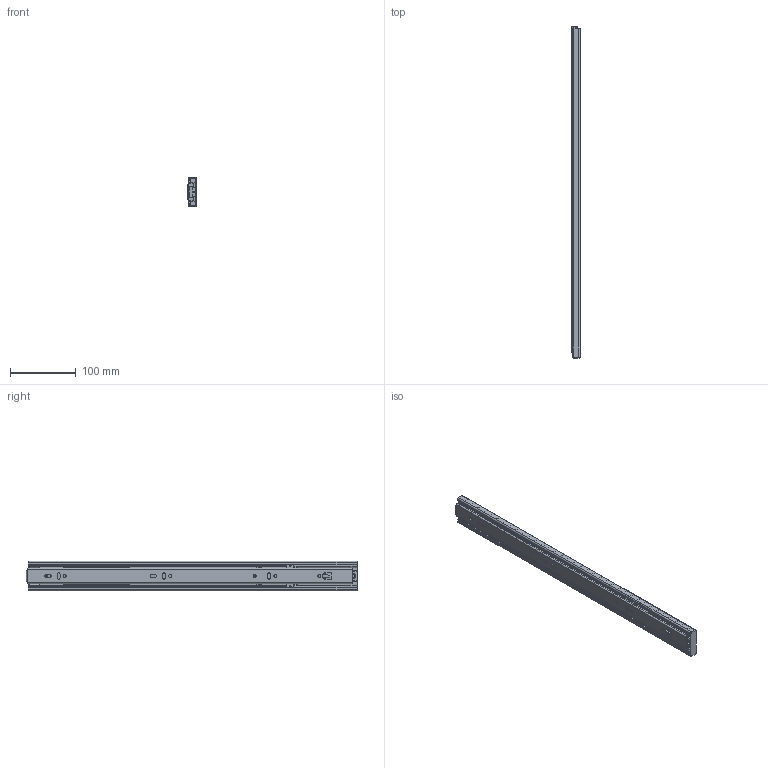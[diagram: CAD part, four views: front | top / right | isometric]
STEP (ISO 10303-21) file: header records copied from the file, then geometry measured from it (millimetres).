
FILE_DESCRIPTION((''),'2;1');
FILE_NAME('ASM0007_ASM','2017-02-12T',('genhom'),(''),'CREO PARAMETRIC BY PTC INC, 2014190','CREO PARAMETRIC BY PTC INC, 2014190','');
FILE_SCHEMA(('CONFIG_CONTROL_DESIGN'));
Length unit declared in the file: millimetre
Products named in the file (14): PRT0021; PRT0002; PRT0001; ASM0001_ASM; PLASCTI; BALL1; PLACTICCAGE_ASM; PRT0020; CAGE; BALL; BALLCAGE_ASM; 45_STOPER; PRT0019; ASM0007_ASM
Assembly tree (23 placements, depth 3):
  ASM0007_ASM
    PRT0021
    ASM0001_ASM
      PRT0002
      PRT0001
    PLACTICCAGE_ASM  x2
      PLASCTI
      BALL1
    PRT0020
    BALLCAGE_ASM  x4
      CAGE
      BALL
    45_STOPER
    PRT0019
Bounding box: 12.7 x 504.56 x 45.4 mm (x, y, z)
Volume: 119677.4 mm3; surface area: 185924.2 mm2
Topology: 14 solids, 38 shells, 1153 faces, 3359 edges, 2173 vertices
Faces by surface type: plane 606, cylinder 449, torus 50, sphere 48
Entity records: 25550 total; most frequent: CARTESIAN_POINT 4933, ORIENTED_EDGE 4302, DIRECTION 4256, EDGE_CURVE 2151, VECTOR 1446, LINE 1446, VERTEX_POINT 1417, AXIS2_PLACEMENT_3D 1405
